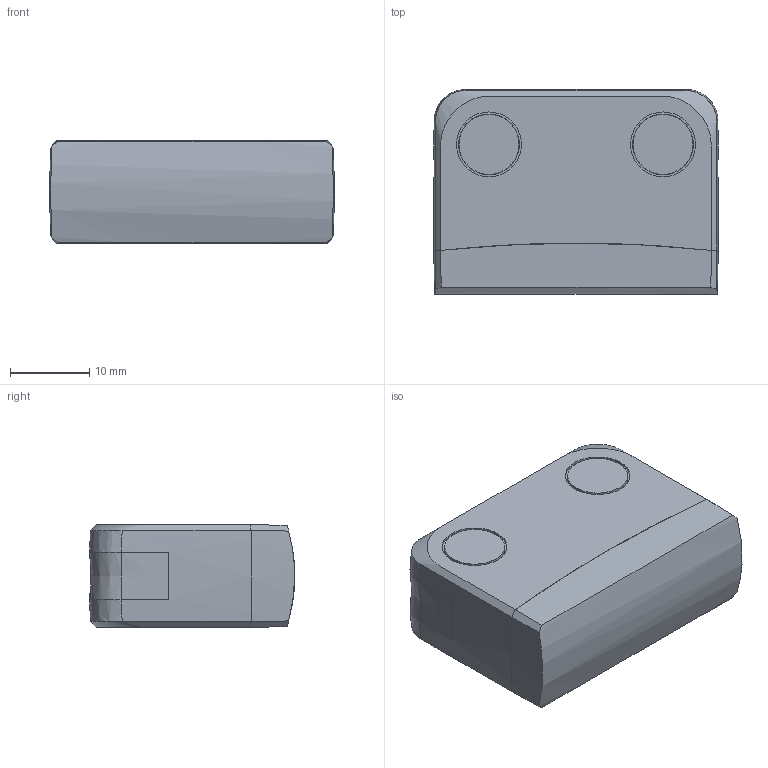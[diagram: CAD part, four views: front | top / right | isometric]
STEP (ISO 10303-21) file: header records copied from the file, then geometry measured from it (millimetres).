
FILE_DESCRIPTION(/* description */ ('Katalogmodell Elobau'),/* implementation_level */ '2;1');
FILE_NAME(/* name */ 'Katalogdaten.stp',/* time_stamp */ '2014-11-03T09:27:02+01:00',/* author */ ('Elobau GmbH & Co. KG'),/* organization */ ('Elobau GmbH & Co. KG'),/* preprocessor_version */ 'ST-DEVELOPER v15',/* originating_system */ 'SIEMENS PLM Software NX 8.5',/* authorisation */ '');
FILE_SCHEMA (('AUTOMOTIVE_DESIGN { 1 0 10303 214 3 1 1 1 }'));
Length unit declared in the file: millimetre
Products named in the file (1): 153EBK..._A
Bounding box: 36 x 25.91 x 13.02 mm (x, y, z)
Volume: 10806.7 mm3; surface area: 3956.2 mm2
Topology: 3 solids, 3 shells, 57 faces, 156 edges, 113 vertices
Faces by surface type: bspline 20, cylinder 19, plane 14, cone 4
Full cylindrical faces by diameter (mm): 4.5 x2, 7.6 x2, 8.2 x4
Entity records: 2870 total; most frequent: CARTESIAN_POINT 1612, ORIENTED_EDGE 276, DIRECTION 144, EDGE_CURVE 138, VERTEX_POINT 107, B_SPLINE_CURVE_WITH_KNOTS 104, EDGE_LOOP 81, AXIS2_PLACEMENT_3D 72
